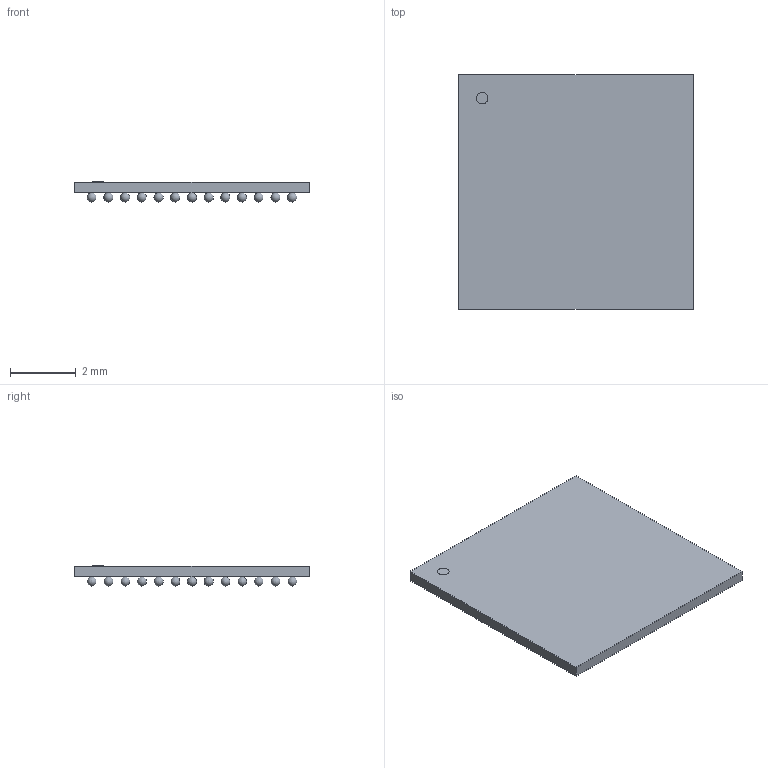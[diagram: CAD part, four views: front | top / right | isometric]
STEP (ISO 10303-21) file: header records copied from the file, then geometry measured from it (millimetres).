
FILE_DESCRIPTION(('STEP AP214'),'1');
FILE_NAME('UFBGA129_STM32WB55VGQ6_STM','2023-05-14T10:43:32',(''),(''),'','','');
FILE_SCHEMA(('AUTOMOTIVE_DESIGN'));
Length unit declared in the file: millimetre
Products named in the file (1): product
Bounding box: 7.14 x 7.14 x 0.61 mm (x, y, z)
Volume: 18.4 mm3; surface area: 143.2 mm2
Topology: 131 solids, 131 shells, 138 faces, 402 edges, 268 vertices
Faces by surface type: sphere 129, plane 8, cylinder 1
Full cylindrical faces by diameter (mm): 0.357 x1
Entity records: 1534 total; most frequent: DIRECTION 296, CARTESIAN_POINT 152, AXIS2_PLACEMENT_3D 142, STYLED_ITEM 138, ADVANCED_FACE 138, MANIFOLD_SOLID_BREP 131, CLOSED_SHELL 131, SPHERICAL_SURFACE 129
